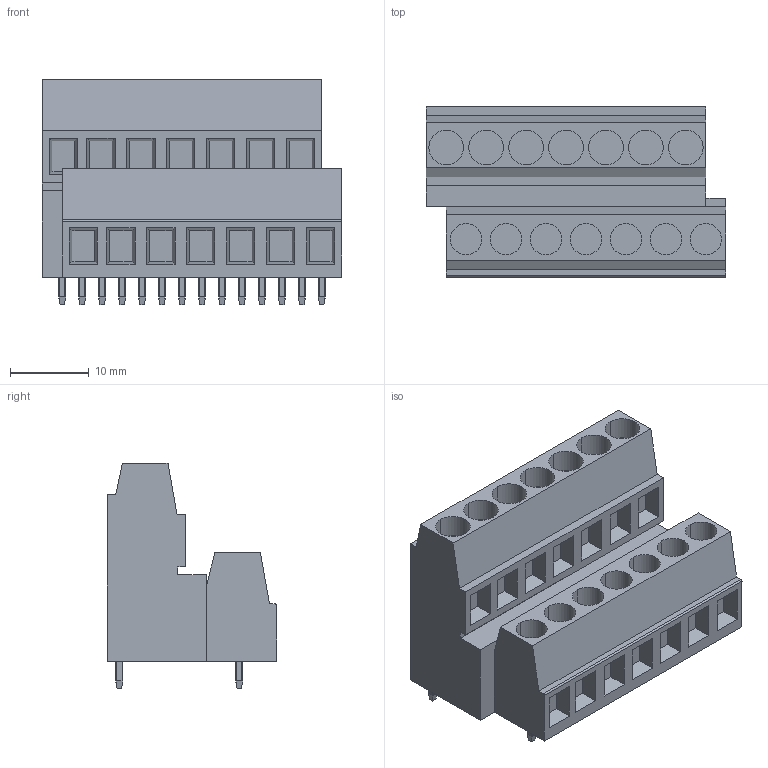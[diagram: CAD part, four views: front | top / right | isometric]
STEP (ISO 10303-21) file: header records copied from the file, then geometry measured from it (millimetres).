
FILE_DESCRIPTION(('CATIA V5 STEP Exchange','CAx-IF Rec.Pracs.--- Model Styling and Organization---1.2---2011-12-15'),'2;1');
FILE_NAME ('D1455702_0_1768900000_1768900000.stp','2018-09-07T08:04:12+00:00',('none'),('Weidmueller'),'CATIA Version 5-6 Release 2014','CATIA V5 STEP AP214','none');
FILE_SCHEMA(('AUTOMOTIVE_DESIGN { 1 0 10303 214 1 1 1 1 }'));
Length unit declared in the file: millimetre
Products named in the file (1): 1768900000
Bounding box: 38.1 x 21.6 x 28.7 mm (x, y, z)
Volume: 12400.5 mm3; surface area: 5434.6 mm2
Topology: 15 solids, 15 shells, 332 faces, 822 edges, 548 vertices
Faces by surface type: plane 303, cylinder 29
Entity records: 9068 total; most frequent: CARTESIAN_POINT 1754, ORIENTED_EDGE 1644, DIRECTION 1174, EDGE_CURVE 822, VECTOR 626, LINE 626, VERTEX_POINT 548, EDGE_LOOP 360
